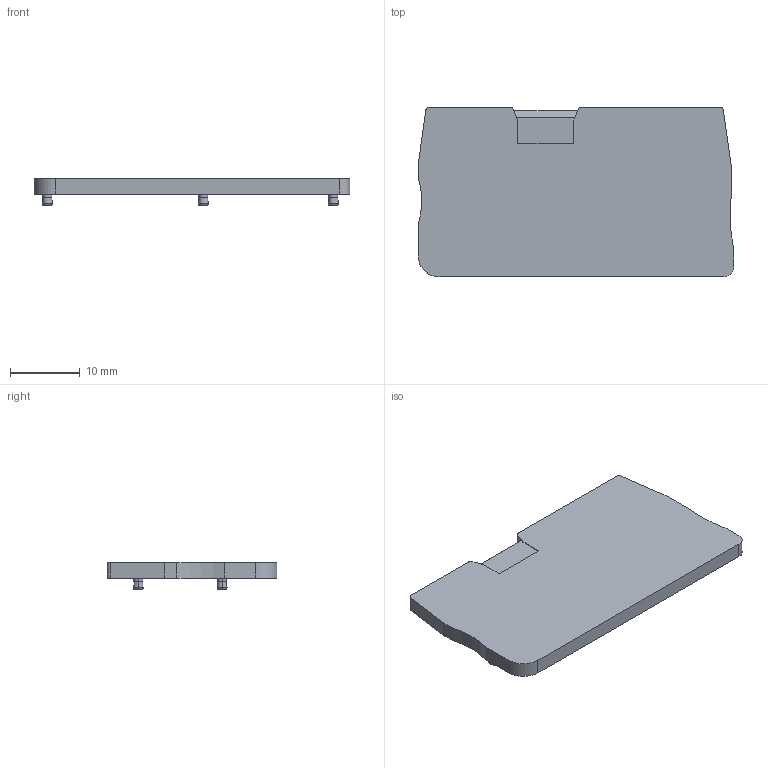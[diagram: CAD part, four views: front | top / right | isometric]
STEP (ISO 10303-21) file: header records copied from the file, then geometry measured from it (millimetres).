
FILE_DESCRIPTION((''),'2;1');
FILE_NAME('00','2022-07-13T14:18:39',('Administrator'),(''),'CREO PARAMETRIC BY PTC INC, 2016510','CREO PARAMETRIC BY PTC INC, 2016510','');
FILE_SCHEMA(('CONFIG_CONTROL_DESIGN','SHAPE_APPEARANCE_LAYERS_GROUPS'));
Length unit declared in the file: millimetre
Products named in the file (1): 00
Bounding box: 45.2 x 24.3 x 3.8 mm (x, y, z)
Volume: 2337.6 mm3; surface area: 2456 mm2
Topology: 1 solids, 1 shells, 53 faces, 132 edges, 84 vertices
Faces by surface type: plane 27, cylinder 14, cone 6, torus 6
Entity records: 1662 total; most frequent: DIRECTION 284, CARTESIAN_POINT 269, ORIENTED_EDGE 264, EDGE_CURVE 132, AXIS2_PLACEMENT_3D 99, VECTOR 86, LINE 86, VERTEX_POINT 84
